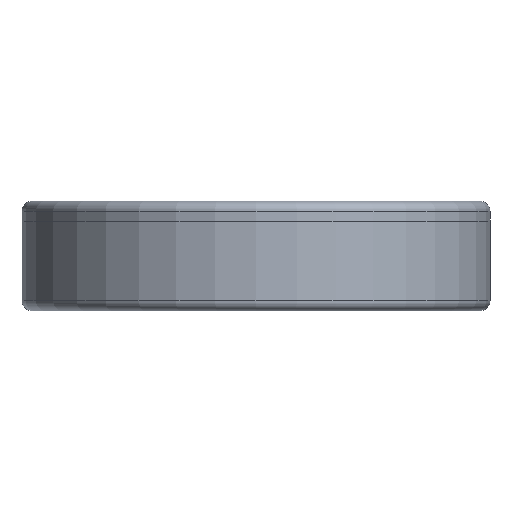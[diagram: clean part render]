
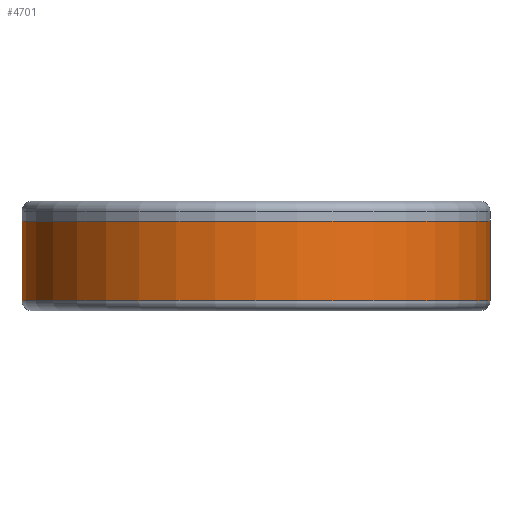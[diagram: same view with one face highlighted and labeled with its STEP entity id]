
A CAD part, front view. The second image highlights one B-rep face of the part: STEP entity #4701.
In plain terms, the highlighted cylindrical face has radius 23.5 mm (diameter 47 mm), a full revolution.
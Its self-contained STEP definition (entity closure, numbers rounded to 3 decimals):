
#358=CIRCLE('',#4887,23.5);
#359=CIRCLE('',#4888,23.5);
#360=CIRCLE('',#4890,23.5);
#750=FACE_OUTER_BOUND('',#1026,.T.);
#1026=EDGE_LOOP('',(#4428,#4429,#4430,#4431,#4432));
#1495=LINE('',#8785,#1952);
#1952=VECTOR('',#5695,21.5);
#2399=VERTEX_POINT('',#8777);
#2400=VERTEX_POINT('',#8779);
#2401=VERTEX_POINT('',#8783);
#3076=EDGE_CURVE('',#2399,#2400,#358,.T.);
#3077=EDGE_CURVE('',#2400,#2399,#359,.T.);
#3078=EDGE_CURVE('',#2401,#2401,#360,.F.);
#3079=EDGE_CURVE('',#2401,#2400,#1495,.T.);
#4428=ORIENTED_EDGE('',*,*,#3078,.F.);
#4429=ORIENTED_EDGE('',*,*,#3079,.T.);
#4430=ORIENTED_EDGE('',*,*,#3076,.F.);
#4431=ORIENTED_EDGE('',*,*,#3077,.F.);
#4432=ORIENTED_EDGE('',*,*,#3079,.F.);
#4451=CYLINDRICAL_SURFACE('',#4889,23.5);
#4701=ADVANCED_FACE('',(#750),#4451,.T.);
#4887=AXIS2_PLACEMENT_3D('',#8780,#5687,#5688);
#4888=AXIS2_PLACEMENT_3D('',#8781,#5689,#5690);
#4889=AXIS2_PLACEMENT_3D('',#8782,#5691,#5692);
#4890=AXIS2_PLACEMENT_3D('',#8784,#5693,#5694);
#5687=DIRECTION('center_axis',(0.,0.,-1.));
#5688=DIRECTION('ref_axis',(1.,0.,0.));
#5689=DIRECTION('center_axis',(0.,0.,-1.));
#5690=DIRECTION('ref_axis',(1.,0.,0.));
#5691=DIRECTION('center_axis',(0.,0.,1.));
#5692=DIRECTION('ref_axis',(1.,0.,0.));
#5693=DIRECTION('center_axis',(0.,0.,-1.));
#5694=DIRECTION('ref_axis',(1.,0.,0.));
#5695=DIRECTION('',(0.,0.,-1.));
#8777=CARTESIAN_POINT('',(23.5,0.,-1.));
#8779=CARTESIAN_POINT('',(-23.5,0.,-1.));
#8780=CARTESIAN_POINT('Origin',(0.,0.,-1.));
#8781=CARTESIAN_POINT('Origin',(0.,0.,-1.));
#8782=CARTESIAN_POINT('Origin',(0.,0.,3.5));
#8783=CARTESIAN_POINT('',(-23.5,0.,7.));
#8784=CARTESIAN_POINT('Origin',(0.,0.,7.));
#8785=CARTESIAN_POINT('',(-23.5,0.,3.5));
